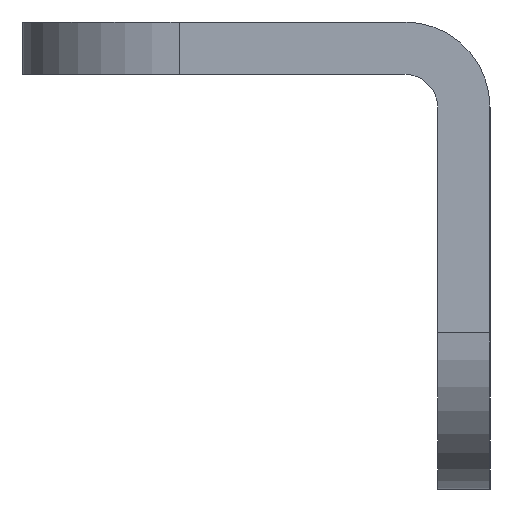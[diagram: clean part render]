
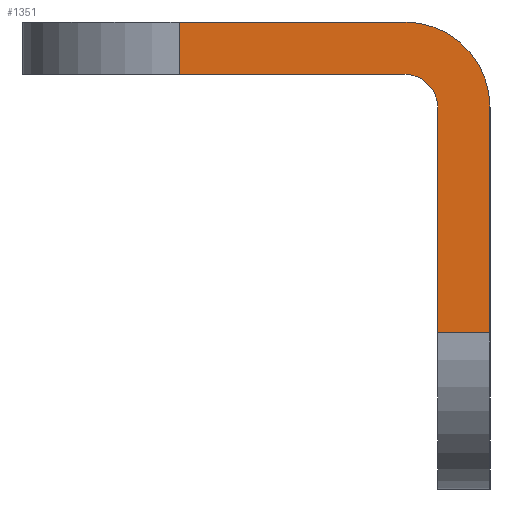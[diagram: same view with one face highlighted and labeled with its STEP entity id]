
A CAD part, left-side view. The second image highlights one B-rep face of the part: STEP entity #1351.
In plain terms, the highlighted planar face has unit normal (-1, 0, 0).
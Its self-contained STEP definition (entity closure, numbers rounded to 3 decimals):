
#253=FACE_OUTER_BOUND('',#325,.T.);
#325=EDGE_LOOP('',(#1039,#1040,#1041,#1042,#1043,#1044,#1045,#1046));
#571=CIRCLE('',#1426,1.);
#572=CIRCLE('',#1427,2.6);
#699=LINE('',#2055,#723);
#700=LINE('',#2057,#724);
#701=LINE('',#2061,#725);
#702=LINE('',#2063,#726);
#703=LINE('',#2065,#727);
#704=LINE('',#2068,#728);
#723=VECTOR('',#1629,1.6);
#724=VECTOR('',#1630,6.9);
#725=VECTOR('',#1633,6.9);
#726=VECTOR('',#1634,1.6);
#727=VECTOR('',#1635,6.9);
#728=VECTOR('',#1638,6.9);
#747=VERTEX_POINT('',#2053);
#748=VERTEX_POINT('',#2054);
#749=VERTEX_POINT('',#2056);
#750=VERTEX_POINT('',#2058);
#751=VERTEX_POINT('',#2060);
#752=VERTEX_POINT('',#2062);
#753=VERTEX_POINT('',#2064);
#754=VERTEX_POINT('',#2066);
#887=EDGE_CURVE('',#747,#748,#699,.T.);
#888=EDGE_CURVE('',#749,#748,#700,.T.);
#889=EDGE_CURVE('',#749,#750,#571,.T.);
#890=EDGE_CURVE('',#751,#750,#701,.T.);
#891=EDGE_CURVE('',#751,#752,#702,.T.);
#892=EDGE_CURVE('',#753,#752,#703,.T.);
#893=EDGE_CURVE('',#753,#754,#572,.T.);
#894=EDGE_CURVE('',#747,#754,#704,.T.);
#1039=ORIENTED_EDGE('',*,*,#887,.T.);
#1040=ORIENTED_EDGE('',*,*,#888,.F.);
#1041=ORIENTED_EDGE('',*,*,#889,.T.);
#1042=ORIENTED_EDGE('',*,*,#890,.F.);
#1043=ORIENTED_EDGE('',*,*,#891,.T.);
#1044=ORIENTED_EDGE('',*,*,#892,.F.);
#1045=ORIENTED_EDGE('',*,*,#893,.T.);
#1046=ORIENTED_EDGE('',*,*,#894,.F.);
#1343=PLANE('',#1425);
#1351=ADVANCED_FACE('',(#253),#1343,.F.);
#1425=AXIS2_PLACEMENT_3D('',#2052,#1627,#1628);
#1426=AXIS2_PLACEMENT_3D('',#2059,#1631,#1632);
#1427=AXIS2_PLACEMENT_3D('',#2067,#1636,#1637);
#1627=DIRECTION('center_axis',(1.,0.,0.));
#1628=DIRECTION('ref_axis',(0.,0.,-1.));
#1629=DIRECTION('',(0.,0.,-1.));
#1630=DIRECTION('',(0.,1.,0.));
#1631=DIRECTION('center_axis',(1.,0.,0.));
#1632=DIRECTION('ref_axis',(0.,0.,1.));
#1633=DIRECTION('',(0.,0.,1.));
#1634=DIRECTION('',(0.,-1.,0.));
#1635=DIRECTION('',(0.,0.,-1.));
#1636=DIRECTION('center_axis',(-1.,0.,0.));
#1637=DIRECTION('ref_axis',(0.,-1.,0.));
#1638=DIRECTION('',(0.,-1.,0.));
#2052=CARTESIAN_POINT('Origin',(-116.,0.,0.));
#2053=CARTESIAN_POINT('',(-116.,9.5,0.));
#2054=CARTESIAN_POINT('',(-116.,9.5,-1.6));
#2055=CARTESIAN_POINT('',(-116.,9.5,0.));
#2056=CARTESIAN_POINT('',(-116.,2.6,-1.6));
#2057=CARTESIAN_POINT('',(-116.,2.6,-1.6));
#2058=CARTESIAN_POINT('',(-116.,1.6,-2.6));
#2059=CARTESIAN_POINT('Origin',(-116.,2.6,-2.6));
#2060=CARTESIAN_POINT('',(-116.,1.6,-9.5));
#2061=CARTESIAN_POINT('',(-116.,1.6,-9.5));
#2062=CARTESIAN_POINT('',(-116.,0.,-9.5));
#2063=CARTESIAN_POINT('',(-116.,1.6,-9.5));
#2064=CARTESIAN_POINT('',(-116.,0.,-2.6));
#2065=CARTESIAN_POINT('',(-116.,0.,-2.6));
#2066=CARTESIAN_POINT('',(-116.,2.6,0.));
#2067=CARTESIAN_POINT('Origin',(-116.,2.6,-2.6));
#2068=CARTESIAN_POINT('',(-116.,9.5,0.));
